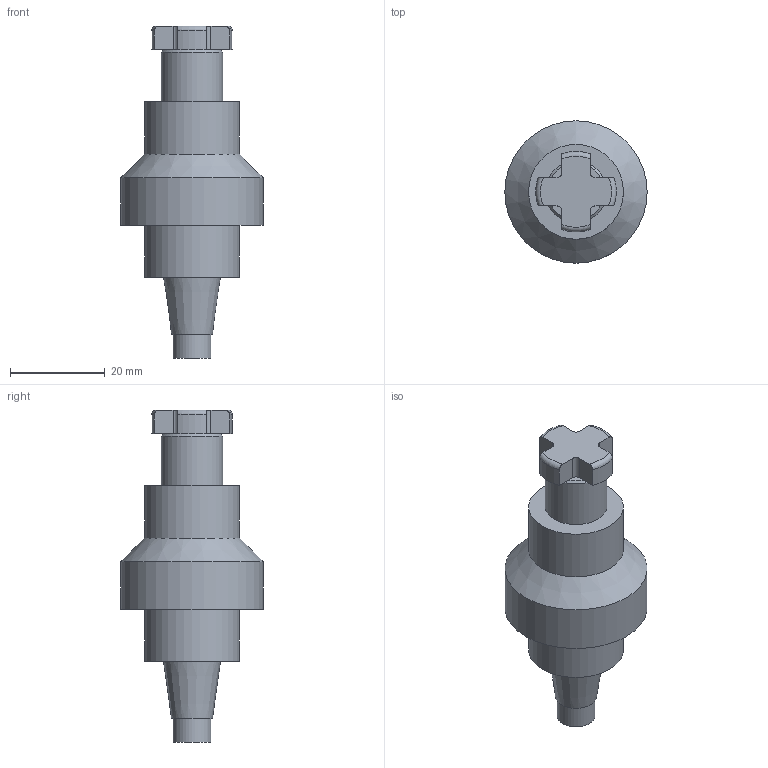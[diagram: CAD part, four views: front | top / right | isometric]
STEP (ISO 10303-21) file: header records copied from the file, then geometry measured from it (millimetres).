
FILE_DESCRIPTION(/* description */ (''),/* implementation_level */ '2;1');
FILE_NAME(/* name */ 'W9990187_stp.stp',/* time_stamp */ '2017-05-09T07:20:35+02:00',/* author */ (''),/* organization */ (''),/* preprocessor_version */ 'ST-DEVELOPER v15',/* originating_system */ 'SIEMENS PLM Software NX 9.0',/* authorisation */ '');
FILE_SCHEMA (('AUTOMOTIVE_DESIGN { 1 0 10303 214 3 1 1 1 }'));
Length unit declared in the file: millimetre
Products named in the file (1): reic119C905Eo641
Bounding box: 30 x 30 x 70 mm (x, y, z)
Volume: 20002.6 mm3; surface area: 5223.3 mm2
Topology: 1 solids, 1 shells, 43 faces, 102 edges, 65 vertices
Faces by surface type: plane 22, cylinder 13, torus 5, cone 3
Full cylindrical faces by diameter (mm): 8 x1, 13 x1, 20 x2, 30 x1
Entity records: 1308 total; most frequent: CARTESIAN_POINT 314, DIRECTION 210, ORIENTED_EDGE 178, EDGE_CURVE 89, AXIS2_PLACEMENT_3D 85, VERTEX_POINT 61, EDGE_LOOP 56, ADVANCED_FACE 43
